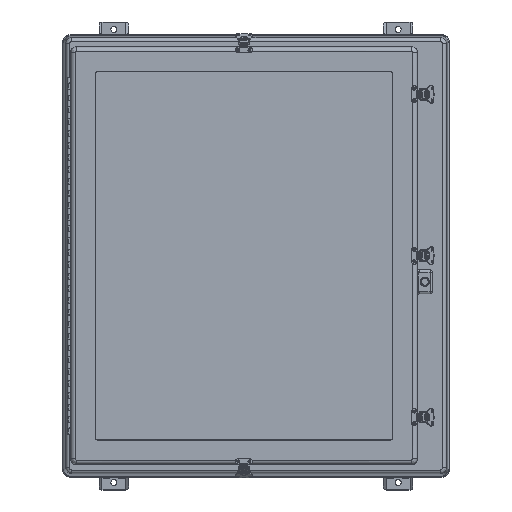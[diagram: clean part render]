
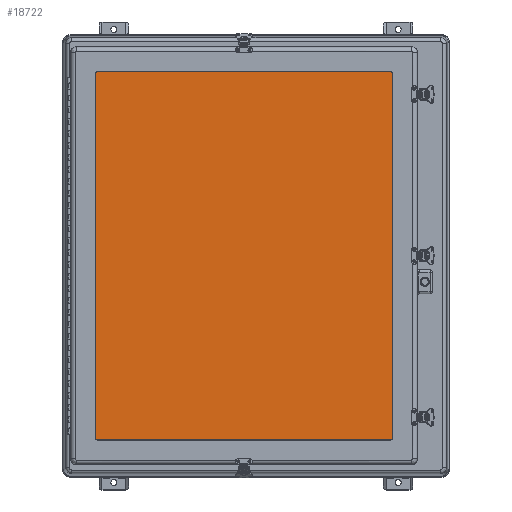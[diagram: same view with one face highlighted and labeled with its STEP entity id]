
A CAD part, top view. The second image highlights one B-rep face of the part: STEP entity #18722.
In plain terms, the highlighted planar face has unit normal (0, 0, 1).
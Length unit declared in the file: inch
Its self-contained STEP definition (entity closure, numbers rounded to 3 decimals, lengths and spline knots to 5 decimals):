
#1722=LINE($,#35382,#3164);
#1726=LINE($,#35391,#3168);
#1729=LINE($,#35399,#3171);
#1732=LINE($,#35407,#3174);
#3164=VECTOR($,#25186,30.5);
#3168=VECTOR($,#25196,24.5);
#3171=VECTOR($,#25205,30.5);
#3174=VECTOR($,#25214,24.5);
#3933=PLANE($,#20500);
#5239=FACE_OUTER_BOUND($,#6653,.T.);
#6653=EDGE_LOOP($,(#16197,#16198,#16199,#16200,#16201,#16202,#16203,#16204));
#7654=CIRCLE($,#20490,0.23);
#7655=CIRCLE($,#20493,0.23);
#7656=CIRCLE($,#20496,0.23);
#7657=CIRCLE($,#20499,0.23);
#9287=VERTEX_POINT($,#35380);
#9288=VERTEX_POINT($,#35381);
#9289=VERTEX_POINT($,#35386);
#9290=VERTEX_POINT($,#35390);
#9291=VERTEX_POINT($,#35394);
#9292=VERTEX_POINT($,#35398);
#9293=VERTEX_POINT($,#35402);
#9294=VERTEX_POINT($,#35406);
#11649=EDGE_CURVE($,#9287,#9288,#1722,.T.);
#11652=EDGE_CURVE($,#9288,#9289,#7654,.T.);
#11654=EDGE_CURVE($,#9289,#9290,#1726,.T.);
#11656=EDGE_CURVE($,#9290,#9291,#7655,.T.);
#11658=EDGE_CURVE($,#9291,#9292,#1729,.T.);
#11660=EDGE_CURVE($,#9292,#9293,#7656,.T.);
#11662=EDGE_CURVE($,#9293,#9294,#1732,.T.);
#11664=EDGE_CURVE($,#9294,#9287,#7657,.T.);
#16197=ORIENTED_EDGE($,*,*,#11649,.F.);
#16198=ORIENTED_EDGE($,*,*,#11664,.F.);
#16199=ORIENTED_EDGE($,*,*,#11662,.F.);
#16200=ORIENTED_EDGE($,*,*,#11660,.F.);
#16201=ORIENTED_EDGE($,*,*,#11658,.F.);
#16202=ORIENTED_EDGE($,*,*,#11656,.F.);
#16203=ORIENTED_EDGE($,*,*,#11654,.F.);
#16204=ORIENTED_EDGE($,*,*,#11652,.F.);
#18722=ADVANCED_FACE($,(#5239),#3933,.T.);
#20490=AXIS2_PLACEMENT_3D($,#35387,#25191,#25192);
#20493=AXIS2_PLACEMENT_3D($,#35395,#25200,#25201);
#20496=AXIS2_PLACEMENT_3D($,#35403,#25209,#25210);
#20499=AXIS2_PLACEMENT_3D($,#35410,#25218,#25219);
#20500=AXIS2_PLACEMENT_3D($,#35411,#25220,#25221);
#25186=DIRECTION($,(1.,0.,0.));
#25191=DIRECTION('center_axis',(0.,0.,-1.));
#25192=DIRECTION('ref_axis',(1.,0.,0.));
#25196=DIRECTION($,(0.,-1.,0.));
#25200=DIRECTION('center_axis',(0.,0.,-1.));
#25201=DIRECTION('ref_axis',(0.,-1.,0.));
#25205=DIRECTION($,(-1.,0.,0.));
#25209=DIRECTION('center_axis',(0.,0.,-1.));
#25210=DIRECTION('ref_axis',(-1.,0.,0.));
#25214=DIRECTION($,(0.,1.,0.));
#25218=DIRECTION('center_axis',(0.,0.,-1.));
#25219=DIRECTION('ref_axis',(0.,1.,0.));
#25220=DIRECTION('center_axis',(0.,0.,1.));
#25221=DIRECTION('ref_axis',(1.,0.,0.));
#35380=CARTESIAN_POINT('',(-15.25,12.48,0.094));
#35381=CARTESIAN_POINT('',(15.25,12.48,0.094));
#35382=CARTESIAN_POINT($,(-15.25,12.48,0.094));
#35386=CARTESIAN_POINT('',(15.48,12.25,0.094));
#35387=CARTESIAN_POINT('Origin',(15.25,12.25,0.094));
#35390=CARTESIAN_POINT('',(15.48,-12.25,0.094));
#35391=CARTESIAN_POINT($,(15.48,12.25,0.094));
#35394=CARTESIAN_POINT('',(15.25,-12.48,0.094));
#35395=CARTESIAN_POINT('Origin',(15.25,-12.25,0.094));
#35398=CARTESIAN_POINT('',(-15.25,-12.48,0.094));
#35399=CARTESIAN_POINT($,(15.25,-12.48,0.094));
#35402=CARTESIAN_POINT('',(-15.48,-12.25,0.094));
#35403=CARTESIAN_POINT('Origin',(-15.25,-12.25,0.094));
#35406=CARTESIAN_POINT('',(-15.48,12.25,0.094));
#35407=CARTESIAN_POINT($,(-15.48,-12.25,0.094));
#35410=CARTESIAN_POINT('Origin',(-15.25,12.25,0.094));
#35411=CARTESIAN_POINT('Origin',(0.,0.,0.094));
